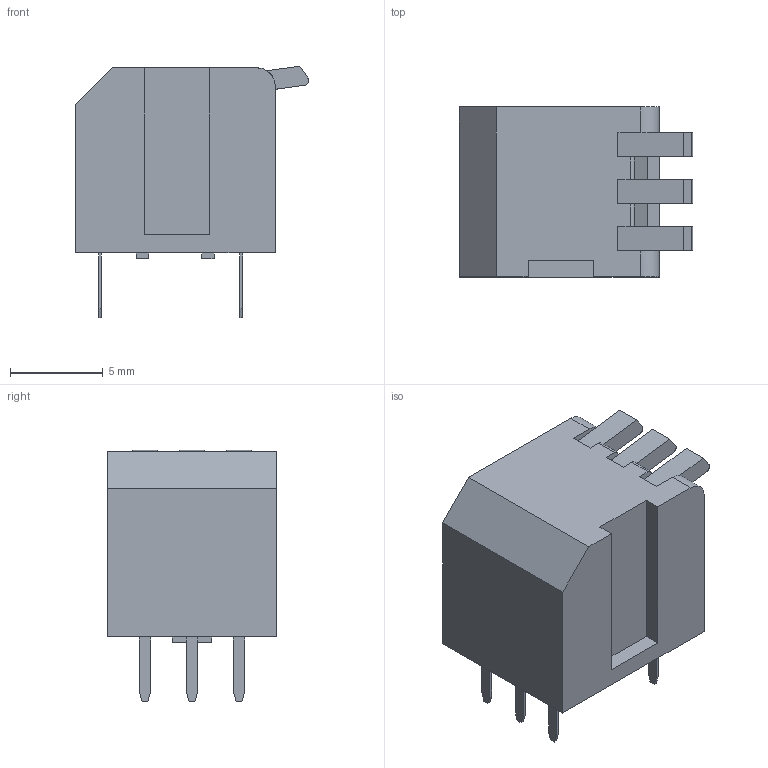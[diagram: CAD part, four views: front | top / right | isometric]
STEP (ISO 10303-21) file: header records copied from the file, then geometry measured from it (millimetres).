
FILE_DESCRIPTION((' '),'2;1');
FILE_NAME('KAP1103E.stp','2017-07-26T13:13:22',(' '),(' '),' ','ACIS',' ');
FILE_SCHEMA(('CONFIG_CONTROL_DESIGN'));
Length unit declared in the file: inch
Products named in the file (1): KAP1103E.stp
Bounding box: 12.61 x 9.18 x 13.59 mm (x, y, z)
Volume: 921.7 mm3; surface area: 701.1 mm2
Topology: 7 solids, 7 shells, 228 faces, 542 edges, 320 vertices
Faces by surface type: plane 185, bspline 33, cylinder 10
Entity records: 6641 total; most frequent: CARTESIAN_POINT 1534, ORIENTED_EDGE 1084, DIRECTION 890, EDGE_CURVE 542, VECTOR 454, LINE 454, VERTEX_POINT 320, EDGE_LOOP 244
